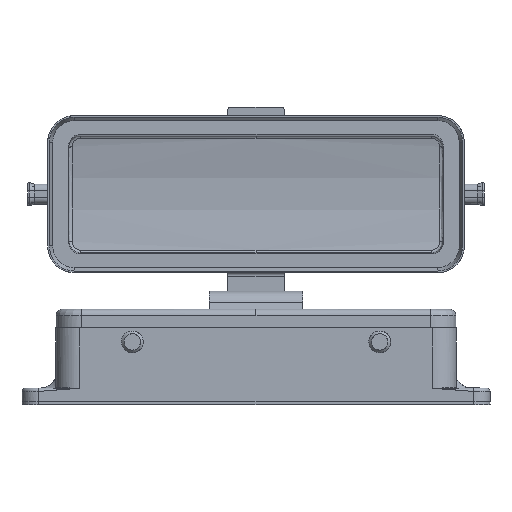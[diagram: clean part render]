
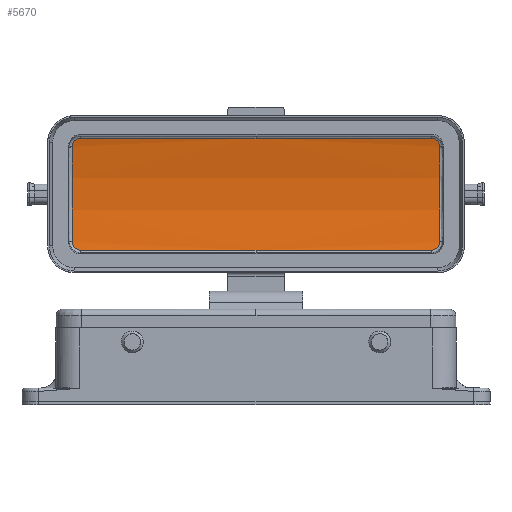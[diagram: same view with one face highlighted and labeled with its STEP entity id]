
A CAD part, front view. The second image highlights one B-rep face of the part: STEP entity #5670.
In plain terms, the highlighted cylindrical face has radius 77.95 mm (diameter 155.9 mm), a partial arc.
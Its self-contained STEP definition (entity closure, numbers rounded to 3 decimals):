
#4226=(
BOUNDED_CURVE()
B_SPLINE_CURVE(3,(#23894,#23895,#23896,#23897,#23898,#23899,#23900,#23901,
#23902,#23903),.UNSPECIFIED.,.F.,.F.)
B_SPLINE_CURVE_WITH_KNOTS((4,2,1,1,2,4),(0.,0.424,0.506,
0.638,0.868,1.),.UNSPECIFIED.)
CURVE()
GEOMETRIC_REPRESENTATION_ITEM()
RATIONAL_B_SPLINE_CURVE((1.,1.,1.,1.,1.,1.,1.,1.,1.,1.))
REPRESENTATION_ITEM('')
);
#4227=(
BOUNDED_CURVE()
B_SPLINE_CURVE(3,(#23907,#23908,#23909,#23910,#23911,#23912,#23913,#23914,
#23915),.UNSPECIFIED.,.F.,.F.)
B_SPLINE_CURVE_WITH_KNOTS((4,1,1,1,2,4),(0.,0.256,0.397,
0.514,0.612,1.),.UNSPECIFIED.)
CURVE()
GEOMETRIC_REPRESENTATION_ITEM()
RATIONAL_B_SPLINE_CURVE((1.,1.,1.,1.,1.,1.,1.,1.,1.))
REPRESENTATION_ITEM('')
);
#4228=(
BOUNDED_CURVE()
B_SPLINE_CURVE(3,(#23927,#23928,#23929,#23930,#23931,#23932,#23933,#23934,
#23935),.UNSPECIFIED.,.F.,.F.)
B_SPLINE_CURVE_WITH_KNOTS((4,2,1,1,1,4),(0.,0.388,0.486,
0.603,0.744,1.),.UNSPECIFIED.)
CURVE()
GEOMETRIC_REPRESENTATION_ITEM()
RATIONAL_B_SPLINE_CURVE((1.,1.,1.,1.,1.,1.,1.,1.,1.))
REPRESENTATION_ITEM('')
);
#4229=(
BOUNDED_CURVE()
B_SPLINE_CURVE(3,(#23939,#23940,#23941,#23942,#23943,#23944,#23945,#23946,
#23947,#23948),.UNSPECIFIED.,.F.,.F.)
B_SPLINE_CURVE_WITH_KNOTS((4,2,1,1,2,4),(0.,0.132,0.362,
0.494,0.576,1.),.UNSPECIFIED.)
CURVE()
GEOMETRIC_REPRESENTATION_ITEM()
RATIONAL_B_SPLINE_CURVE((1.,1.,1.,1.,1.,1.,1.,1.,1.,1.))
REPRESENTATION_ITEM('')
);
#4926=CYLINDRICAL_SURFACE('',#16328,77.95);
#5067=B_SPLINE_CURVE_WITH_KNOTS('',3,(#23888,#23889,#23890,#23891),
 .UNSPECIFIED.,.F.,.F.,(4,4),(0.,1.),.UNSPECIFIED.);
#5068=B_SPLINE_CURVE_WITH_KNOTS('',3,(#23917,#23918,#23919,#23920),
 .UNSPECIFIED.,.F.,.F.,(4,4),(0.,1.),.UNSPECIFIED.);
#5069=B_SPLINE_CURVE_WITH_KNOTS('',3,(#23922,#23923,#23924,#23925),
 .UNSPECIFIED.,.F.,.F.,(4,4),(0.,1.),.UNSPECIFIED.);
#5070=B_SPLINE_CURVE_WITH_KNOTS('',3,(#23950,#23951,#23952,#23953),
 .UNSPECIFIED.,.F.,.F.,(4,4),(0.,1.),.UNSPECIFIED.);
#5670=ADVANCED_FACE('',(#6537),#4926,.F.);
#6537=FACE_OUTER_BOUND('',#7276,.T.);
#7276=EDGE_LOOP('',(#10243,#10244,#10245,#10246,#10247,#10248,#10249,#10250,
#10251,#10252));
#7675=CIRCLE('',#16326,77.95);
#7676=CIRCLE('',#16327,77.95);
#10243=ORIENTED_EDGE('',*,*,#13390,.F.);
#10244=ORIENTED_EDGE('',*,*,#13391,.F.);
#10245=ORIENTED_EDGE('',*,*,#13392,.F.);
#10246=ORIENTED_EDGE('',*,*,#13393,.F.);
#10247=ORIENTED_EDGE('',*,*,#13394,.F.);
#10248=ORIENTED_EDGE('',*,*,#13395,.F.);
#10249=ORIENTED_EDGE('',*,*,#13396,.F.);
#10250=ORIENTED_EDGE('',*,*,#13397,.F.);
#10251=ORIENTED_EDGE('',*,*,#13398,.F.);
#10252=ORIENTED_EDGE('',*,*,#13399,.F.);
#11884=VERTEX_POINT('',#23892);
#11885=VERTEX_POINT('',#23893);
#11886=VERTEX_POINT('',#23904);
#11887=VERTEX_POINT('',#23906);
#11888=VERTEX_POINT('',#23916);
#11889=VERTEX_POINT('',#23921);
#11890=VERTEX_POINT('',#23926);
#11891=VERTEX_POINT('',#23936);
#11892=VERTEX_POINT('',#23938);
#11893=VERTEX_POINT('',#23949);
#13390=EDGE_CURVE('',#11884,#11885,#5067,.T.);
#13391=EDGE_CURVE('',#11886,#11884,#4226,.T.);
#13392=EDGE_CURVE('',#11887,#11886,#7675,.T.);
#13393=EDGE_CURVE('',#11888,#11887,#4227,.T.);
#13394=EDGE_CURVE('',#11889,#11888,#5068,.T.);
#13395=EDGE_CURVE('',#11890,#11889,#5069,.T.);
#13396=EDGE_CURVE('',#11891,#11890,#4228,.T.);
#13397=EDGE_CURVE('',#11892,#11891,#7676,.T.);
#13398=EDGE_CURVE('',#11893,#11892,#4229,.T.);
#13399=EDGE_CURVE('',#11885,#11893,#5070,.T.);
#16326=AXIS2_PLACEMENT_3D('',#23905,#18670,#18671);
#16327=AXIS2_PLACEMENT_3D('',#23937,#18672,#18673);
#16328=AXIS2_PLACEMENT_3D('',#23954,#18674,#18675);
#18670=DIRECTION('',(1.,0.,0.));
#18671=DIRECTION('',(0.,0.983,-0.182));
#18672=DIRECTION('',(-1.,0.,0.));
#18673=DIRECTION('',(0.,0.983,0.182));
#18674=DIRECTION('',(-1.,0.,0.));
#18675=DIRECTION('',(0.,0.974,0.227));
#23888=CARTESIAN_POINT('',(-52.5,44.431,78.752));
#23889=CARTESIAN_POINT('',(-35.,44.431,78.752));
#23890=CARTESIAN_POINT('',(-17.5,44.431,78.752));
#23891=CARTESIAN_POINT('',(0.,44.431,78.752));
#23892=CARTESIAN_POINT('',(-52.5,44.431,78.752));
#23893=CARTESIAN_POINT('',(0.,44.431,78.752));
#23894=CARTESIAN_POINT('',(-55.,44.948,76.2));
#23895=CARTESIAN_POINT('',(-55.,44.846,76.75));
#23896=CARTESIAN_POINT('',(-54.772,44.739,77.287));
#23897=CARTESIAN_POINT('',(-54.361,44.633,77.805));
#23898=CARTESIAN_POINT('',(-54.178,44.59,78.012));
#23899=CARTESIAN_POINT('',(-53.734,44.509,78.393));
#23900=CARTESIAN_POINT('',(-53.3,44.462,78.608));
#23901=CARTESIAN_POINT('',(-52.843,44.436,78.728));
#23902=CARTESIAN_POINT('',(-52.673,44.431,78.752));
#23903=CARTESIAN_POINT('',(-52.5,44.431,78.752));
#23904=CARTESIAN_POINT('',(-55.,44.948,76.2));
#23905=CARTESIAN_POINT('',(-55.,-31.7,62.01));
#23906=CARTESIAN_POINT('',(-55.,44.948,47.82));
#23907=CARTESIAN_POINT('',(-52.5,44.431,45.268));
#23908=CARTESIAN_POINT('',(-52.839,44.431,45.268));
#23909=CARTESIAN_POINT('',(-53.352,44.462,45.411));
#23910=CARTESIAN_POINT('',(-53.928,44.543,45.784));
#23911=CARTESIAN_POINT('',(-54.272,44.61,46.104));
#23912=CARTESIAN_POINT('',(-54.447,44.654,46.319));
#23913=CARTESIAN_POINT('',(-54.813,44.759,46.834));
#23914=CARTESIAN_POINT('',(-55.,44.855,47.322));
#23915=CARTESIAN_POINT('',(-55.,44.948,47.82));
#23916=CARTESIAN_POINT('',(-52.5,44.431,45.268));
#23917=CARTESIAN_POINT('',(0.,44.431,45.268));
#23918=CARTESIAN_POINT('',(-17.5,44.431,45.268));
#23919=CARTESIAN_POINT('',(-35.,44.431,45.268));
#23920=CARTESIAN_POINT('',(-52.5,44.431,45.268));
#23921=CARTESIAN_POINT('',(0.,44.431,45.268));
#23922=CARTESIAN_POINT('',(52.5,44.431,45.268));
#23923=CARTESIAN_POINT('',(35.,44.431,45.268));
#23924=CARTESIAN_POINT('',(17.5,44.431,45.268));
#23925=CARTESIAN_POINT('',(0.,44.431,45.268));
#23926=CARTESIAN_POINT('',(52.5,44.431,45.268));
#23927=CARTESIAN_POINT('',(55.,44.948,47.82));
#23928=CARTESIAN_POINT('',(55.,44.855,47.322));
#23929=CARTESIAN_POINT('',(54.813,44.759,46.834));
#23930=CARTESIAN_POINT('',(54.447,44.654,46.319));
#23931=CARTESIAN_POINT('',(54.272,44.61,46.104));
#23932=CARTESIAN_POINT('',(53.928,44.543,45.784));
#23933=CARTESIAN_POINT('',(53.352,44.462,45.411));
#23934=CARTESIAN_POINT('',(52.839,44.431,45.268));
#23935=CARTESIAN_POINT('',(52.5,44.431,45.268));
#23936=CARTESIAN_POINT('',(55.,44.948,47.82));
#23937=CARTESIAN_POINT('',(55.,-31.7,62.01));
#23938=CARTESIAN_POINT('',(55.,44.948,76.2));
#23939=CARTESIAN_POINT('',(52.5,44.431,78.752));
#23940=CARTESIAN_POINT('',(52.673,44.431,78.752));
#23941=CARTESIAN_POINT('',(52.843,44.436,78.728));
#23942=CARTESIAN_POINT('',(53.3,44.462,78.608));
#23943=CARTESIAN_POINT('',(53.734,44.509,78.393));
#23944=CARTESIAN_POINT('',(54.178,44.59,78.012));
#23945=CARTESIAN_POINT('',(54.361,44.633,77.805));
#23946=CARTESIAN_POINT('',(54.772,44.739,77.287));
#23947=CARTESIAN_POINT('',(55.,44.846,76.75));
#23948=CARTESIAN_POINT('',(55.,44.948,76.2));
#23949=CARTESIAN_POINT('',(52.5,44.431,78.752));
#23950=CARTESIAN_POINT('',(0.,44.431,78.752));
#23951=CARTESIAN_POINT('',(17.5,44.431,78.752));
#23952=CARTESIAN_POINT('',(35.,44.431,78.752));
#23953=CARTESIAN_POINT('',(52.5,44.431,78.752));
#23954=CARTESIAN_POINT('',(56.1,-31.7,62.01));
